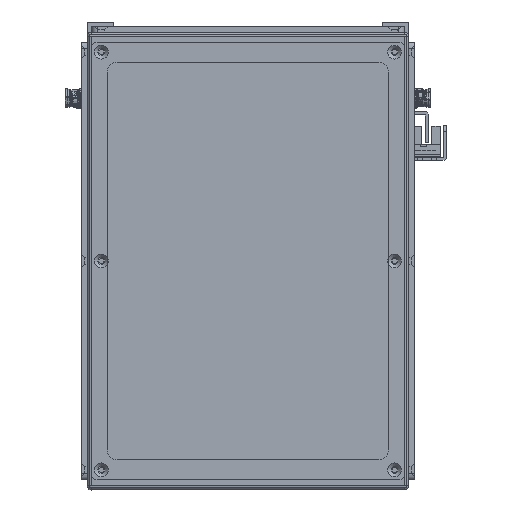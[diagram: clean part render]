
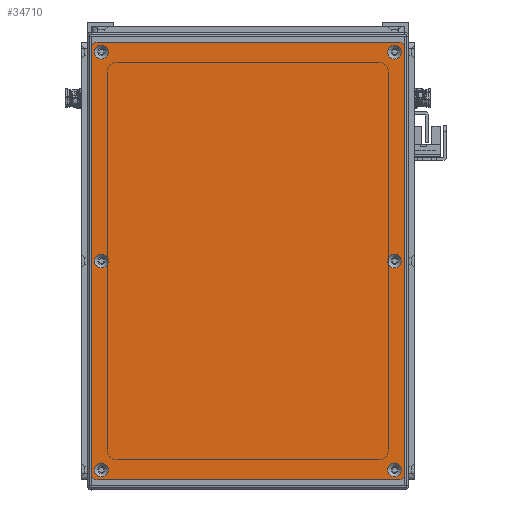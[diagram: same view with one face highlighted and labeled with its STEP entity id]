
A CAD part, front view. The second image highlights one B-rep face of the part: STEP entity #34710.
In plain terms, the highlighted planar face has unit normal (0, -1, 0).
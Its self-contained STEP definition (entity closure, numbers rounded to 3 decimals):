
#1002=FACE_BOUND('',#8047,.T.);
#1003=FACE_BOUND('',#8048,.T.);
#1004=FACE_BOUND('',#8049,.T.);
#1005=FACE_BOUND('',#8050,.T.);
#1006=FACE_BOUND('',#8051,.T.);
#1007=FACE_BOUND('',#8052,.T.);
#2726=PLANE('',#38871);
#5802=FACE_OUTER_BOUND('',#8046,.T.);
#8046=EDGE_LOOP('',(#32587,#32588,#32589,#32590,#32591,#32592,#32593,#32594));
#8047=EDGE_LOOP('',(#32595));
#8048=EDGE_LOOP('',(#32596));
#8049=EDGE_LOOP('',(#32597));
#8050=EDGE_LOOP('',(#32598));
#8051=EDGE_LOOP('',(#32599));
#8052=EDGE_LOOP('',(#32600));
#10692=LINE('',#62581,#13323);
#10693=LINE('',#62585,#13324);
#10694=LINE('',#62589,#13325);
#10695=LINE('',#62592,#13326);
#13323=VECTOR('',#48646,10.);
#13324=VECTOR('',#48649,10.);
#13325=VECTOR('',#48652,10.);
#13326=VECTOR('',#48655,10.);
#14997=CIRCLE('',#38839,3.45);
#15000=CIRCLE('',#38844,3.45);
#15003=CIRCLE('',#38849,3.45);
#15006=CIRCLE('',#38854,3.45);
#15009=CIRCLE('',#38859,3.45);
#15012=CIRCLE('',#38864,3.45);
#15015=CIRCLE('',#38869,3.);
#15017=CIRCLE('',#38872,3.);
#15018=CIRCLE('',#38873,3.);
#15019=CIRCLE('',#38874,3.);
#18199=VERTEX_POINT('',#62511);
#18202=VERTEX_POINT('',#62521);
#18205=VERTEX_POINT('',#62531);
#18208=VERTEX_POINT('',#62541);
#18211=VERTEX_POINT('',#62551);
#18214=VERTEX_POINT('',#62561);
#18217=VERTEX_POINT('',#62571);
#18218=VERTEX_POINT('',#62572);
#18221=VERTEX_POINT('',#62580);
#18222=VERTEX_POINT('',#62582);
#18223=VERTEX_POINT('',#62584);
#18224=VERTEX_POINT('',#62586);
#18225=VERTEX_POINT('',#62588);
#18226=VERTEX_POINT('',#62590);
#22991=EDGE_CURVE('',#18199,#18199,#14997,.T.);
#22996=EDGE_CURVE('',#18202,#18202,#15000,.T.);
#23001=EDGE_CURVE('',#18205,#18205,#15003,.T.);
#23006=EDGE_CURVE('',#18208,#18208,#15006,.T.);
#23011=EDGE_CURVE('',#18211,#18211,#15009,.T.);
#23016=EDGE_CURVE('',#18214,#18214,#15012,.T.);
#23021=EDGE_CURVE('',#18217,#18218,#15015,.T.);
#23025=EDGE_CURVE('',#18217,#18221,#10692,.T.);
#23026=EDGE_CURVE('',#18222,#18221,#15017,.T.);
#23027=EDGE_CURVE('',#18222,#18223,#10693,.T.);
#23028=EDGE_CURVE('',#18224,#18223,#15018,.T.);
#23029=EDGE_CURVE('',#18224,#18225,#10694,.T.);
#23030=EDGE_CURVE('',#18226,#18225,#15019,.T.);
#23031=EDGE_CURVE('',#18226,#18218,#10695,.T.);
#32587=ORIENTED_EDGE('',*,*,#23021,.F.);
#32588=ORIENTED_EDGE('',*,*,#23025,.T.);
#32589=ORIENTED_EDGE('',*,*,#23026,.F.);
#32590=ORIENTED_EDGE('',*,*,#23027,.T.);
#32591=ORIENTED_EDGE('',*,*,#23028,.F.);
#32592=ORIENTED_EDGE('',*,*,#23029,.T.);
#32593=ORIENTED_EDGE('',*,*,#23030,.F.);
#32594=ORIENTED_EDGE('',*,*,#23031,.T.);
#32595=ORIENTED_EDGE('',*,*,#22991,.T.);
#32596=ORIENTED_EDGE('',*,*,#22996,.T.);
#32597=ORIENTED_EDGE('',*,*,#23001,.T.);
#32598=ORIENTED_EDGE('',*,*,#23006,.T.);
#32599=ORIENTED_EDGE('',*,*,#23011,.T.);
#32600=ORIENTED_EDGE('',*,*,#23016,.T.);
#34710=ADVANCED_FACE('',(#5802,#1002,#1003,#1004,#1005,#1006,#1007),#2726,
 .T.);
#38839=AXIS2_PLACEMENT_3D('',#62512,#48566,#48567);
#38844=AXIS2_PLACEMENT_3D('',#62522,#48578,#48579);
#38849=AXIS2_PLACEMENT_3D('',#62532,#48590,#48591);
#38854=AXIS2_PLACEMENT_3D('',#62542,#48602,#48603);
#38859=AXIS2_PLACEMENT_3D('',#62552,#48614,#48615);
#38864=AXIS2_PLACEMENT_3D('',#62562,#48626,#48627);
#38869=AXIS2_PLACEMENT_3D('',#62573,#48638,#48639);
#38871=AXIS2_PLACEMENT_3D('',#62579,#48644,#48645);
#38872=AXIS2_PLACEMENT_3D('',#62583,#48647,#48648);
#38873=AXIS2_PLACEMENT_3D('',#62587,#48650,#48651);
#38874=AXIS2_PLACEMENT_3D('',#62591,#48653,#48654);
#48566=DIRECTION('center_axis',(0.,1.,0.));
#48567=DIRECTION('ref_axis',(1.,0.,0.));
#48578=DIRECTION('center_axis',(0.,1.,0.));
#48579=DIRECTION('ref_axis',(1.,0.,0.));
#48590=DIRECTION('center_axis',(0.,1.,0.));
#48591=DIRECTION('ref_axis',(1.,0.,0.));
#48602=DIRECTION('center_axis',(0.,1.,0.));
#48603=DIRECTION('ref_axis',(1.,0.,0.));
#48614=DIRECTION('center_axis',(0.,1.,0.));
#48615=DIRECTION('ref_axis',(1.,0.,0.));
#48626=DIRECTION('center_axis',(0.,1.,0.));
#48627=DIRECTION('ref_axis',(1.,0.,0.));
#48638=DIRECTION('center_axis',(0.,1.,0.));
#48639=DIRECTION('ref_axis',(-0.707,0.,0.707));
#48644=DIRECTION('center_axis',(0.,-1.,0.));
#48645=DIRECTION('ref_axis',(0.,0.,-1.));
#48646=DIRECTION('',(0.,0.,-1.));
#48647=DIRECTION('center_axis',(0.,1.,0.));
#48648=DIRECTION('ref_axis',(-0.707,0.,-0.707));
#48649=DIRECTION('',(1.,0.,0.));
#48650=DIRECTION('center_axis',(0.,1.,0.));
#48651=DIRECTION('ref_axis',(0.707,0.,-0.707));
#48652=DIRECTION('',(0.,0.,1.));
#48653=DIRECTION('center_axis',(0.,1.,0.));
#48654=DIRECTION('ref_axis',(0.707,0.,0.707));
#48655=DIRECTION('',(-1.,0.,0.));
#62511=CARTESIAN_POINT('',(100.55,-1.5,73.));
#62512=CARTESIAN_POINT('Origin',(104.,-1.5,73.));
#62521=CARTESIAN_POINT('',(-107.45,-1.5,-73.));
#62522=CARTESIAN_POINT('Origin',(-104.,-1.5,-73.));
#62531=CARTESIAN_POINT('',(-3.45,-1.5,73.));
#62532=CARTESIAN_POINT('Origin',(0.,-1.5,73.));
#62541=CARTESIAN_POINT('',(-3.45,-1.5,-73.));
#62542=CARTESIAN_POINT('Origin',(0.,-1.5,-73.));
#62551=CARTESIAN_POINT('',(-107.45,-1.5,73.));
#62552=CARTESIAN_POINT('Origin',(-104.,-1.5,73.));
#62561=CARTESIAN_POINT('',(100.55,-1.5,-73.));
#62562=CARTESIAN_POINT('Origin',(104.,-1.5,-73.));
#62571=CARTESIAN_POINT('',(-109.,-1.5,75.));
#62572=CARTESIAN_POINT('',(-106.,-1.5,78.));
#62573=CARTESIAN_POINT('Origin',(-106.,-1.5,75.));
#62579=CARTESIAN_POINT('Origin',(0.,-1.5,0.));
#62580=CARTESIAN_POINT('',(-109.,-1.5,-75.));
#62581=CARTESIAN_POINT('',(-109.,-1.5,78.));
#62582=CARTESIAN_POINT('',(-106.,-1.5,-78.));
#62583=CARTESIAN_POINT('Origin',(-106.,-1.5,-75.));
#62584=CARTESIAN_POINT('',(106.,-1.5,-78.));
#62585=CARTESIAN_POINT('',(-109.,-1.5,-78.));
#62586=CARTESIAN_POINT('',(109.,-1.5,-75.));
#62587=CARTESIAN_POINT('Origin',(106.,-1.5,-75.));
#62588=CARTESIAN_POINT('',(109.,-1.5,75.));
#62589=CARTESIAN_POINT('',(109.,-1.5,-78.));
#62590=CARTESIAN_POINT('',(106.,-1.5,78.));
#62591=CARTESIAN_POINT('Origin',(106.,-1.5,75.));
#62592=CARTESIAN_POINT('',(109.,-1.5,78.));
